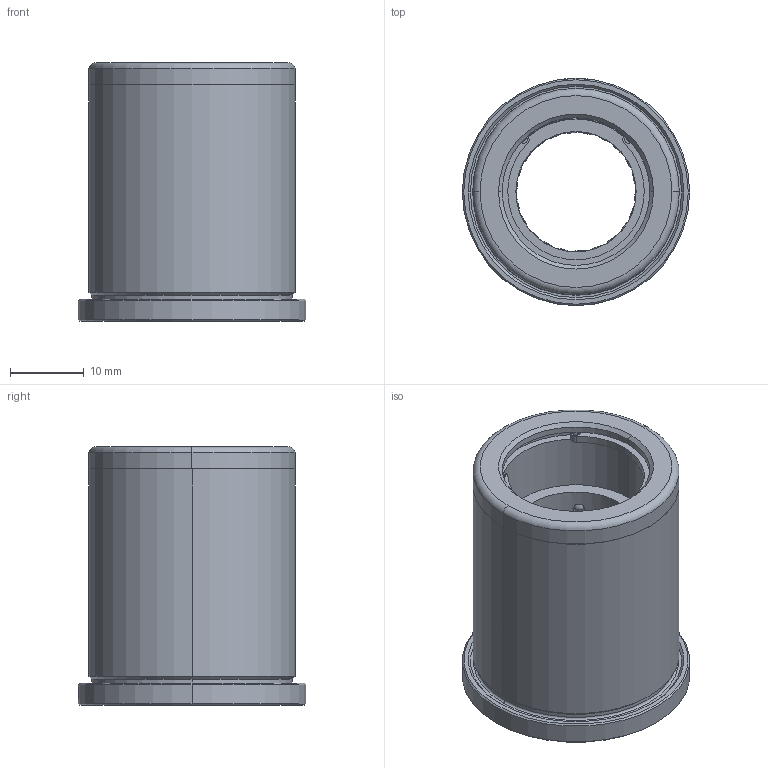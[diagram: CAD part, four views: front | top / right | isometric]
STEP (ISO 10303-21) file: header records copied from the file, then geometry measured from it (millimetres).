
FILE_DESCRIPTION (( 'STEP AP214' ), '1' );
FILE_NAME ('GBBF-D28-d16-L35.STEP', '2021-08-06T09:04:25', ( 'User' ), ( 'china' ), 'SwSTEP 2.0', 'SolidWorks 2016', '' );
FILE_SCHEMA (( 'AUTOMOTIVE_DESIGN' ));
Length unit declared in the file: millimetre
Products named in the file (6): BSH紩杶-d16-L22.5; 球-D2; GBBL囀縐-D21.5; GBBF-D28-L35; GBBF-D28-d16-L35
Assembly tree (104 placements, depth 3):
  GBBF-D28-d16-L35
    GBBF-D28-L35
    GBBL囀縐-D21.5  x2
    BSH紩杶-d16-L22.5
      BSH紩杶-d16-L22.5
      球-D2  x99
Bounding box: 30.8 x 30.8 x 35 mm (x, y, z)
Volume: 12851.6 mm3; surface area: 11741.7 mm2
Topology: 103 solids, 103 shells, 495 faces, 2048 edges, 1360 vertices
Faces by surface type: sphere 396, cylinder 60, plane 23, cone 12, torus 4
Entity records: 15657 total; most frequent: CARTESIAN_POINT 7451, ORIENTED_EDGE 1646, DIRECTION 1457, EDGE_CURVE 823, AXIS2_PLACEMENT_3D 686, VERTEX_POINT 544, EDGE_LOOP 487, B_SPLINE_CURVE_WITH_KNOTS 440
